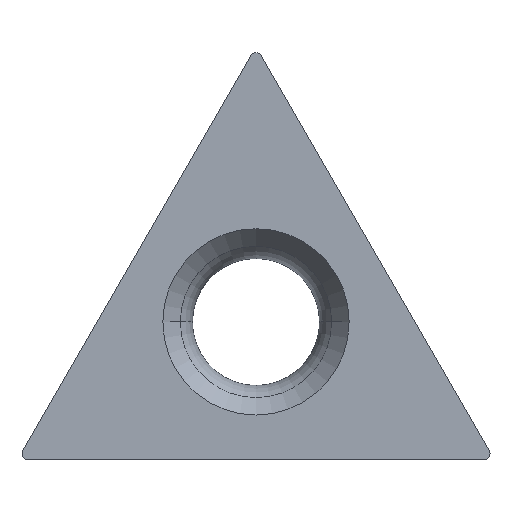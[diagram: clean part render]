
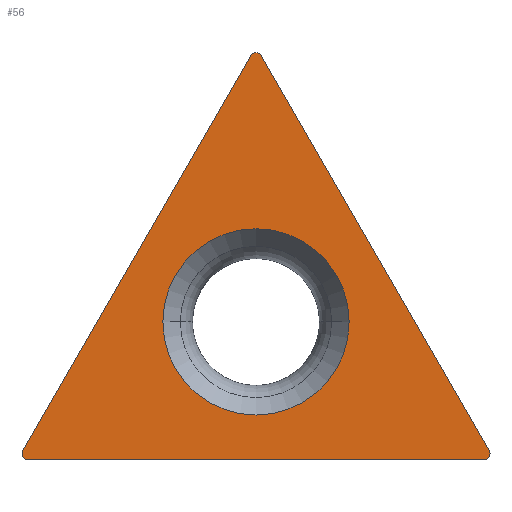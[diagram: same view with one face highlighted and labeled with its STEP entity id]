
A CAD part, top view. The second image highlights one B-rep face of the part: STEP entity #56.
In plain terms, the highlighted planar face has unit normal (0, 0, 1).
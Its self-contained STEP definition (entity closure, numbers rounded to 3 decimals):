
#56=ADVANCED_FACE('',(#75,#76),#70,.T.);
#70=PLANE('',#342);
#75=FACE_BOUND('',#79,.T.);
#76=FACE_BOUND('',#80,.T.);
#79=EDGE_LOOP('',(#95,#96,#97,#98,#99,#100));
#80=EDGE_LOOP('',(#101,#102));
#95=ORIENTED_EDGE('',*,*,#179,.F.);
#96=ORIENTED_EDGE('',*,*,#180,.F.);
#97=ORIENTED_EDGE('',*,*,#181,.F.);
#98=ORIENTED_EDGE('',*,*,#182,.F.);
#99=ORIENTED_EDGE('',*,*,#183,.F.);
#100=ORIENTED_EDGE('',*,*,#184,.F.);
#101=ORIENTED_EDGE('',*,*,#185,.F.);
#102=ORIENTED_EDGE('',*,*,#186,.F.);
#159=VERTEX_POINT('',#467);
#160=VERTEX_POINT('',#468);
#161=VERTEX_POINT('',#470);
#162=VERTEX_POINT('',#472);
#163=VERTEX_POINT('',#474);
#164=VERTEX_POINT('',#476);
#165=VERTEX_POINT('',#479);
#166=VERTEX_POINT('',#480);
#179=EDGE_CURVE('',#159,#160,#256,.T.);
#180=EDGE_CURVE('',#161,#159,#216,.T.);
#181=EDGE_CURVE('',#162,#161,#257,.T.);
#182=EDGE_CURVE('',#163,#162,#217,.T.);
#183=EDGE_CURVE('',#164,#163,#258,.T.);
#184=EDGE_CURVE('',#160,#164,#218,.T.);
#185=EDGE_CURVE('',#165,#166,#219,.T.);
#186=EDGE_CURVE('',#166,#165,#220,.T.);
#216=CIRCLE('',#337,0.2);
#217=CIRCLE('',#338,0.2);
#218=CIRCLE('',#339,0.2);
#219=CIRCLE('',#340,3.225);
#220=CIRCLE('',#341,3.225);
#256=LINE('',#466,#278);
#257=LINE('',#471,#279);
#258=LINE('',#475,#280);
#278=VECTOR('',#381,1.);
#279=VECTOR('',#384,1.);
#280=VECTOR('',#387,1.);
#337=AXIS2_PLACEMENT_3D('',#469,#382,#383);
#338=AXIS2_PLACEMENT_3D('',#473,#385,#386);
#339=AXIS2_PLACEMENT_3D('',#477,#388,#389);
#340=AXIS2_PLACEMENT_3D('',#478,#390,#391);
#341=AXIS2_PLACEMENT_3D('',#481,#392,#393);
#342=AXIS2_PLACEMENT_3D('',#482,#394,#395);
#381=DIRECTION('',(0.5,0.866,0.));
#382=DIRECTION('',(0.,0.,-1.));
#383=DIRECTION('',(0.,-1.,0.));
#384=DIRECTION('',(-1.,0.,0.));
#385=DIRECTION('',(0.,0.,-1.));
#386=DIRECTION('',(0.866,0.5,0.));
#387=DIRECTION('',(0.5,-0.866,0.));
#388=DIRECTION('',(0.,0.,-1.));
#389=DIRECTION('',(-0.866,0.5,0.));
#390=DIRECTION('',(0.,0.,1.));
#391=DIRECTION('',(1.,0.,0.));
#392=DIRECTION('',(0.,0.,1.));
#393=DIRECTION('',(-1.,0.,0.));
#394=DIRECTION('',(0.,0.,1.));
#395=DIRECTION('',(-1.,0.,0.));
#466=CARTESIAN_POINT('',(-8.076,-4.462,0.));
#467=CARTESIAN_POINT('',(-8.076,-4.462,0.));
#468=CARTESIAN_POINT('',(-0.173,9.225,0.));
#469=CARTESIAN_POINT('',(-7.902,-4.563,0.));
#470=CARTESIAN_POINT('',(-7.902,-4.763,0.));
#471=CARTESIAN_POINT('',(7.902,-4.763,0.));
#472=CARTESIAN_POINT('',(7.902,-4.763,0.));
#473=CARTESIAN_POINT('',(7.902,-4.563,0.));
#474=CARTESIAN_POINT('',(8.076,-4.463,0.));
#475=CARTESIAN_POINT('',(0.173,9.225,0.));
#476=CARTESIAN_POINT('',(0.173,9.225,0.));
#477=CARTESIAN_POINT('',(0.,9.125,0.));
#478=CARTESIAN_POINT('',(0.,0.,0.));
#479=CARTESIAN_POINT('',(3.225,0.,0.));
#480=CARTESIAN_POINT('',(-3.225,0.,0.));
#481=CARTESIAN_POINT('',(0.,0.,0.));
#482=CARTESIAN_POINT('',(0.,0.,0.));
